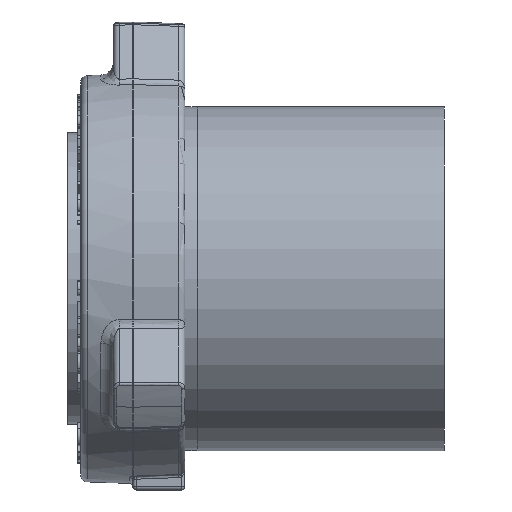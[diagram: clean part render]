
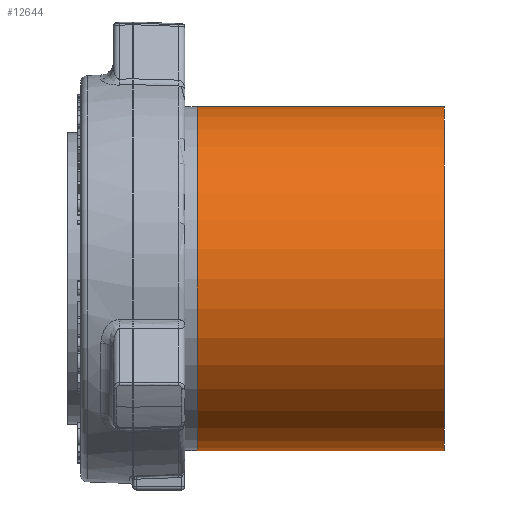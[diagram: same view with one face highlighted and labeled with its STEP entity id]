
A CAD part, left-side view. The second image highlights one B-rep face of the part: STEP entity #12644.
In plain terms, the highlighted cylindrical face has radius 84.138 mm (diameter 168.275 mm), a partial arc.
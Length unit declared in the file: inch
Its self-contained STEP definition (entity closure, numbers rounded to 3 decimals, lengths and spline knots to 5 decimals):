
#913 = VERTEX_POINT ( 'NONE', #21267 ) ;
#959 = DIRECTION ( 'NONE',  ( 0., -1., 0. ) ) ;
#1343 = AXIS2_PLACEMENT_3D ( 'NONE', #16015, #959, #18578 ) ;
#2429 = AXIS2_PLACEMENT_3D ( 'NONE', #12731, #5043, #15257 ) ;
#4382 = CARTESIAN_POINT ( 'NONE',  ( 0., 4.75, -3.3125 ) ) ;
#5043 = DIRECTION ( 'NONE',  ( 0., -1., 0. ) ) ;
#5168 = AXIS2_PLACEMENT_3D ( 'NONE', #29527, #14391, #32114 ) ;
#6200 = VECTOR ( 'NONE', #14946, 39.37008 ) ;
#8762 = ORIENTED_EDGE ( 'NONE', *, *, #13282, .T. ) ;
#8964 = VECTOR ( 'NONE', #10020, 39.37008 ) ;
#10020 = DIRECTION ( 'NONE',  ( 0., -1., 0. ) ) ;
#11592 = CIRCLE ( 'NONE', #5168, 3.3125 ) ;
#12170 = EDGE_CURVE ( 'NONE', #29916, #29216, #17186, .T. ) ;
#12644 = ADVANCED_FACE ( 'NONE', ( #22690 ), #15953, .T. ) ;
#12731 = CARTESIAN_POINT ( 'NONE',  ( 0., 6.187, 0. ) ) ;
#13177 = VERTEX_POINT ( 'NONE', #25792 ) ;
#13282 = EDGE_CURVE ( 'NONE', #913, #13177, #11592, .T. ) ;
#14391 = DIRECTION ( 'NONE',  ( 0., 1., 0. ) ) ;
#14462 = LINE ( 'NONE', #19925, #6200 ) ;
#14946 = DIRECTION ( 'NONE',  ( 0., -1., 0. ) ) ;
#15257 = DIRECTION ( 'NONE',  ( 0., 0., -1. ) ) ;
#15953 = CYLINDRICAL_SURFACE ( 'NONE', #2429, 3.3125 ) ;
#16015 = CARTESIAN_POINT ( 'NONE',  ( 0., 4.75, 0. ) ) ;
#17186 = CIRCLE ( 'NONE', #1343, 3.3125 ) ;
#17653 = ORIENTED_EDGE ( 'NONE', *, *, #19080, .T. ) ;
#18578 = DIRECTION ( 'NONE',  ( 0., 0., -1. ) ) ;
#19080 = EDGE_CURVE ( 'NONE', #29216, #913, #22397, .T. ) ;
#19925 = CARTESIAN_POINT ( 'NONE',  ( 0., 6.187, 3.3125 ) ) ;
#20676 = EDGE_CURVE ( 'NONE', #29916, #13177, #14462, .T. ) ;
#21267 = CARTESIAN_POINT ( 'NONE',  ( 0., 0., -3.3125 ) ) ;
#21882 = CARTESIAN_POINT ( 'NONE',  ( 0., 4.75, 3.3125 ) ) ;
#22397 = LINE ( 'NONE', #24890, #8964 ) ;
#22690 = FACE_OUTER_BOUND ( 'NONE', #22970, .T. ) ;
#22970 = EDGE_LOOP ( 'NONE', ( #31215, #28147, #17653, #8762 ) ) ;
#24890 = CARTESIAN_POINT ( 'NONE',  ( 0., 6.187, -3.3125 ) ) ;
#25792 = CARTESIAN_POINT ( 'NONE',  ( 0., 0., 3.3125 ) ) ;
#28147 = ORIENTED_EDGE ( 'NONE', *, *, #12170, .T. ) ;
#29216 = VERTEX_POINT ( 'NONE', #4382 ) ;
#29527 = CARTESIAN_POINT ( 'NONE',  ( 0., 0., 0. ) ) ;
#29916 = VERTEX_POINT ( 'NONE', #21882 ) ;
#31215 = ORIENTED_EDGE ( 'NONE', *, *, #20676, .F. ) ;
#32114 = DIRECTION ( 'NONE',  ( 0., 0., 1. ) ) ;
